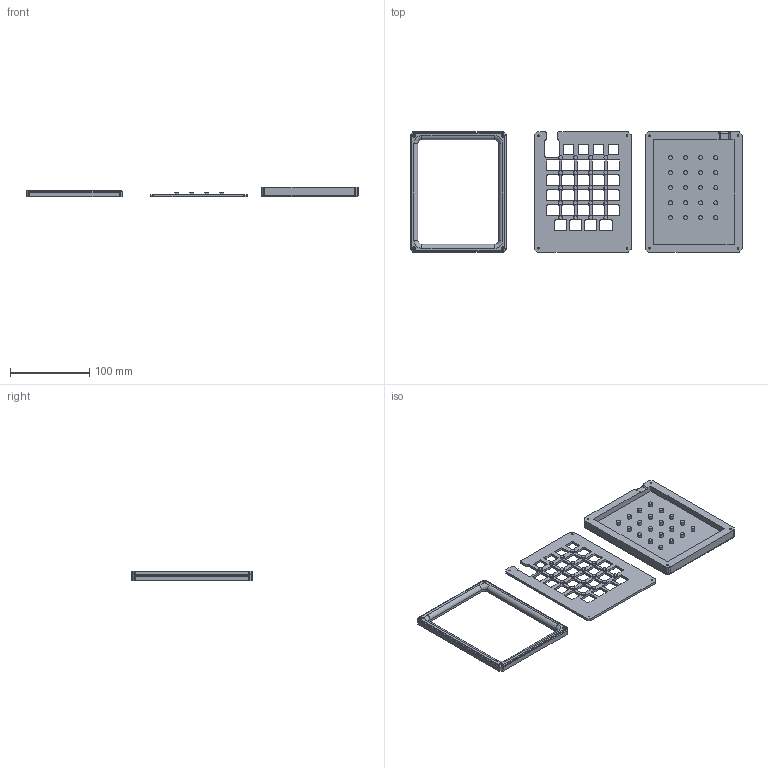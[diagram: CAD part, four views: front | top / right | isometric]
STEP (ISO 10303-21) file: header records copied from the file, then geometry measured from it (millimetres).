
FILE_DESCRIPTION(('HOOPS Exchange Step'),'2;1');
FILE_NAME('temp_export','2026-01-09T21:45:59+13:00',('nick'),('Shapr3D Limited'),'HOOPS Exchange 2025.7','Shapr3D','Authorized');
FILE_SCHEMA( ('AP242_MANAGED_MODEL_BASED_3D_ENGINEERING_MIM_LF {1 0 10303 442 1 1 4}') );
Length unit declared in the file: millimetre
Products named in the file (82): MX_DOWN; MX_UP; UP_MX; MX_PIN; MX_SPRING; MX_CLICK; asm_mx_asm_PLATE.stp; type-c v2:1; smd_button v3:1; Shell:1; DOUT:1; DIN:1; VSS:1; VDD:1; SK6805-2.4x2.7 v1:1; smd_button v3(Mirror):1; main:1; Seeed Studio XIAO RP2040 v26.step; Encoder; DIP-28_W7.62mm; R_Axial_DIN0207_L6.3mm_D2.5mm_P7.62mm_Horizontal; MX-Hotswap-Socket; D_DO-35_SOD27_P7.62mm_Horizontal; HexadecipadV2_silkscreen; HexadecipadV2_PCB; HexadecipadV2.step; temp_import; root
Assembly tree (81 placements, depth 6):
  root
    HexadecipadV2.step
      asm_mx_asm_PLATE.stp
        MX_DOWN
        MX_UP
        UP_MX
        MX_PIN
        MX_SPRING
        MX_CLICK
      Seeed Studio XIAO RP2040 v26.step
        main:1
          type-c v2:1
          smd_button v3:1
          SK6805-2.4x2.7 v1:1
            Shell:1
            DOUT:1
            DIN:1
            VSS:1
            VDD:1
          smd_button v3(Mirror):1
      Encoder
      DIP-28_W7.62mm
      R_Axial_DIN0207_L6.3mm_D2.5mm_P7.62mm_Horizontal
      Encoder
      Encoder
      R_Axial_DIN0207_L6.3mm_D2.5mm_P7.62mm_Horizontal
      Encoder
      MX-Hotswap-Socket
      D_DO-35_SOD27_P7.62mm_Horizontal
      D_DO-35_SOD27_P7.62mm_Horizontal
      D_DO-35_SOD27_P7.62mm_Horizontal
      D_DO-35_SOD27_P7.62mm_Horizontal
      D_DO-35_SOD27_P7.62mm_Horizontal
      MX-Hotswap-Socket
      MX-Hotswap-Socket
      D_DO-35_SOD27_P7.62mm_Horizontal
      MX-Hotswap-Socket
      D_DO-35_SOD27_P7.62mm_Horizontal
      D_DO-35_SOD27_P7.62mm_Horizontal
      D_DO-35_SOD27_P7.62mm_Horizontal
      MX-Hotswap-Socket
      D_DO-35_SOD27_P7.62mm_Horizontal
      MX-Hotswap-Socket
      D_DO-35_SOD27_P7.62mm_Horizontal
      D_DO-35_SOD27_P7.62mm_Horizontal
      D_DO-35_SOD27_P7.62mm_Horizontal
      MX-Hotswap-Socket
      D_DO-35_SOD27_P7.62mm_Horizontal
      MX-Hotswap-Socket
      MX-Hotswap-Socket
      MX-Hotswap-Socket
      MX-Hotswap-Socket
      MX-Hotswap-Socket
      D_DO-35_SOD27_P7.62mm_Horizontal
      MX-Hotswap-Socket
      D_DO-35_SOD27_P7.62mm_Horizontal
      MX-Hotswap-Socket
      MX-Hotswap-Socket
      D_DO-35_SOD27_P7.62mm_Horizontal
      D_DO-35_SOD27_P7.62mm_Horizontal
Bounding box: 419 x 152 x 12.6 mm (x, y, z)
Volume: 203762.2 mm3; surface area: 98079.8 mm2
Topology: 3 solids, 3 shells, 1637 faces, 4576 edges, 3030 vertices
Faces by surface type: plane 1462, cylinder 123, bspline 16, cone 16, torus 12, sphere 8
Full cylindrical faces by diameter (mm): 2 x12, 3.6 x4, 5 x36
Entity records: 54601 total; most frequent: CARTESIAN_POINT 10257, ORIENTED_EDGE 9132, DIRECTION 8424, EDGE_CURVE 4566, VECTOR 4210, LINE 4210, VERTEX_POINT 3030, AXIS2_PLACEMENT_3D 2107
